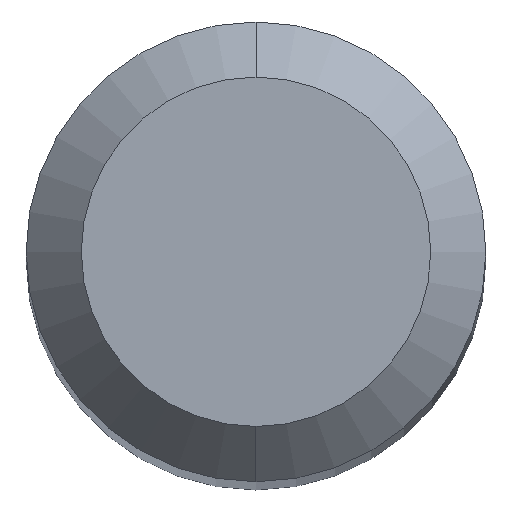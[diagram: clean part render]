
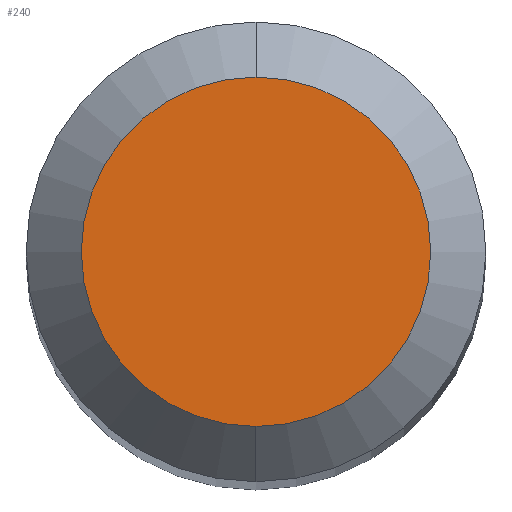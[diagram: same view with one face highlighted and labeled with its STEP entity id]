
A CAD part, top view. The second image highlights one B-rep face of the part: STEP entity #240.
In plain terms, the highlighted planar face has unit normal (0, 0, 1).
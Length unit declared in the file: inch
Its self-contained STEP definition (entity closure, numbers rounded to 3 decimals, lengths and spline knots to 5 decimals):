
#4 = CARTESIAN_POINT ( 'NONE',  ( 0., 0.0475, 0. ) ) ;
#15 = DIRECTION ( 'NONE',  ( 0., 0., 1. ) ) ;
#18 = AXIS2_PLACEMENT_3D ( 'NONE', #505, #409, #331 ) ;
#20 = DIRECTION ( 'NONE',  ( 0., -1., 0. ) ) ;
#26 = CIRCLE ( 'NONE', #64, 0.0475 ) ;
#63 = CARTESIAN_POINT ( 'NONE',  ( 0., 0.0475, 0. ) ) ;
#64 = AXIS2_PLACEMENT_3D ( 'NONE', #299, #15, #20 ) ;
#75 = DIRECTION ( 'NONE',  ( 0., 0., -1. ) ) ;
#76 = VERTEX_POINT ( 'NONE', #63 ) ;
#112 = PLANE ( 'NONE',  #117 ) ;
#113 = ORIENTED_EDGE ( 'NONE', *, *, #116, .T. ) ;
#116 = EDGE_CURVE ( 'NONE', #76, #194, #136, .T. ) ;
#117 = AXIS2_PLACEMENT_3D ( 'NONE', #4, #75, #119 ) ;
#119 = DIRECTION ( 'NONE',  ( 0., 1., 0. ) ) ;
#136 = CIRCLE ( 'NONE', #18, 0.0475 ) ;
#142 = ORIENTED_EDGE ( 'NONE', *, *, #182, .T. ) ;
#182 = EDGE_CURVE ( 'NONE', #194, #76, #26, .T. ) ;
#194 = VERTEX_POINT ( 'NONE', #410 ) ;
#240 = ADVANCED_FACE ( 'NONE', ( #245 ), #112, .F. ) ;
#245 = FACE_OUTER_BOUND ( 'NONE', #255, .T. ) ;
#255 = EDGE_LOOP ( 'NONE', ( #113, #142 ) ) ;
#299 = CARTESIAN_POINT ( 'NONE',  ( 0., 0., 0. ) ) ;
#331 = DIRECTION ( 'NONE',  ( 0., -1., 0. ) ) ;
#409 = DIRECTION ( 'NONE',  ( 0., 0., 1. ) ) ;
#410 = CARTESIAN_POINT ( 'NONE',  ( 0., -0.0475, 0. ) ) ;
#505 = CARTESIAN_POINT ( 'NONE',  ( 0., 0., 0. ) ) ;
